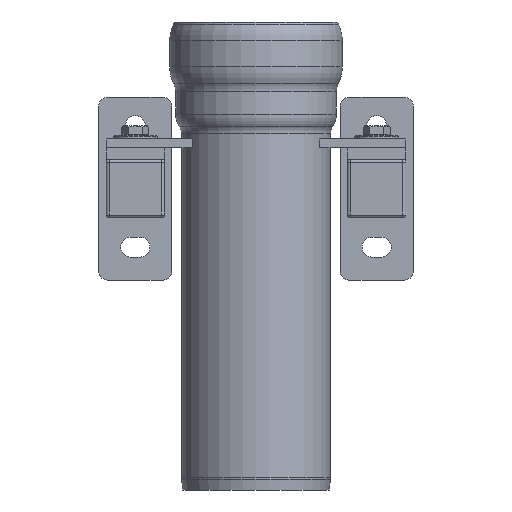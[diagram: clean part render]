
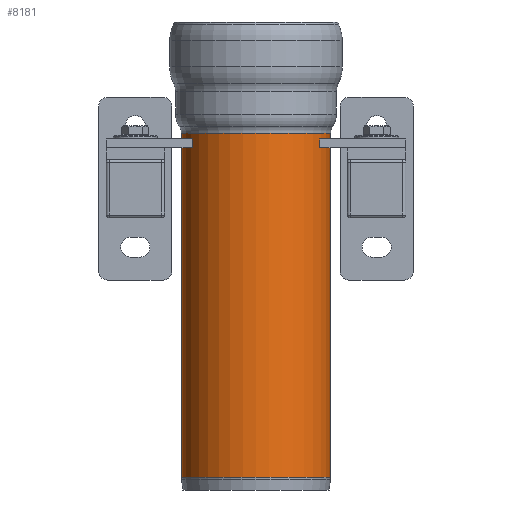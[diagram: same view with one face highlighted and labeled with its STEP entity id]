
A CAD part, front view. The second image highlights one B-rep face of the part: STEP entity #8181.
In plain terms, the highlighted cylindrical face has radius 51 mm (diameter 102 mm), a full revolution.
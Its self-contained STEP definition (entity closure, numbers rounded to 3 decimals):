
#877=FACE_OUTER_BOUND('',#1425,.T.);
#1425=EDGE_LOOP('',(#7105,#7106,#7107,#7108,#7109,#7110));
#2168=LINE('',#13647,#2889);
#2889=VECTOR('',#11166,51.);
#3294=CIRCLE('',#8982,51.);
#3295=CIRCLE('',#8983,51.);
#3299=CIRCLE('',#8988,51.);
#3300=CIRCLE('',#8989,51.);
#3993=VERTEX_POINT('',#13636);
#3994=VERTEX_POINT('',#13637);
#3997=VERTEX_POINT('',#13646);
#3998=VERTEX_POINT('',#13648);
#5043=EDGE_CURVE('',#3993,#3994,#3294,.T.);
#5044=EDGE_CURVE('',#3994,#3993,#3295,.T.);
#5048=EDGE_CURVE('',#3994,#3997,#2168,.T.);
#5049=EDGE_CURVE('',#3997,#3998,#3299,.T.);
#5050=EDGE_CURVE('',#3998,#3997,#3300,.T.);
#7105=ORIENTED_EDGE('',*,*,#5043,.F.);
#7106=ORIENTED_EDGE('',*,*,#5044,.F.);
#7107=ORIENTED_EDGE('',*,*,#5048,.T.);
#7108=ORIENTED_EDGE('',*,*,#5049,.T.);
#7109=ORIENTED_EDGE('',*,*,#5050,.T.);
#7110=ORIENTED_EDGE('',*,*,#5048,.F.);
#7807=CYLINDRICAL_SURFACE('',#8987,51.);
#8181=ADVANCED_FACE('',(#877),#7807,.T.);
#8982=AXIS2_PLACEMENT_3D('',#13638,#11154,#11155);
#8983=AXIS2_PLACEMENT_3D('',#13639,#11156,#11157);
#8987=AXIS2_PLACEMENT_3D('',#13645,#11164,#11165);
#8988=AXIS2_PLACEMENT_3D('',#13649,#11167,#11168);
#8989=AXIS2_PLACEMENT_3D('',#13650,#11169,#11170);
#11154=DIRECTION('center_axis',(0.,0.,-1.));
#11155=DIRECTION('ref_axis',(-1.,0.,0.));
#11156=DIRECTION('center_axis',(0.,0.,-1.));
#11157=DIRECTION('ref_axis',(-1.,0.,0.));
#11164=DIRECTION('center_axis',(0.,0.,-1.));
#11165=DIRECTION('ref_axis',(1.,0.,0.));
#11166=DIRECTION('',(0.,0.,1.));
#11167=DIRECTION('center_axis',(0.,0.,-1.));
#11168=DIRECTION('ref_axis',(1.,0.,0.));
#11169=DIRECTION('center_axis',(0.,0.,-1.));
#11170=DIRECTION('ref_axis',(1.,0.,0.));
#13636=CARTESIAN_POINT('',(-2916.197,-37.,192.93));
#13637=CARTESIAN_POINT('',(-2967.197,-88.,192.93));
#13638=CARTESIAN_POINT('Origin',(-2916.197,-88.,192.93));
#13639=CARTESIAN_POINT('Origin',(-2916.197,-88.,192.93));
#13645=CARTESIAN_POINT('Origin',(-2916.197,-88.,1285.576));
#13646=CARTESIAN_POINT('',(-2967.197,-88.,428.149));
#13647=CARTESIAN_POINT('',(-2967.197,-88.,1285.576));
#13648=CARTESIAN_POINT('',(-2916.197,-139.,428.149));
#13649=CARTESIAN_POINT('Origin',(-2916.197,-88.,428.149));
#13650=CARTESIAN_POINT('Origin',(-2916.197,-88.,428.149));
